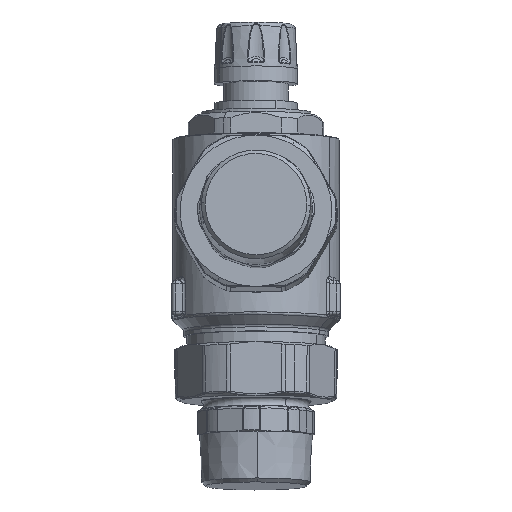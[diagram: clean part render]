
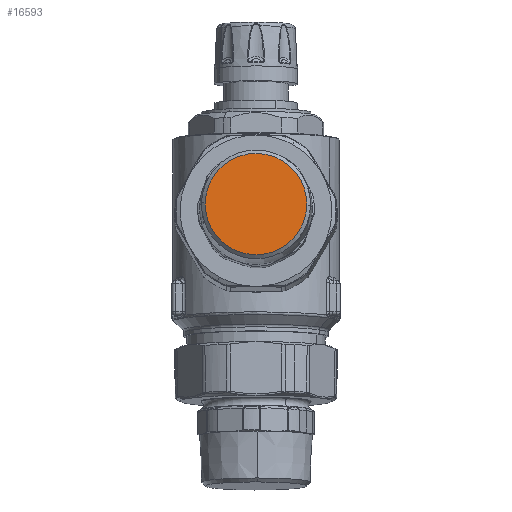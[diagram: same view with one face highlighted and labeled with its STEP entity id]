
A CAD part, top view. The second image highlights one B-rep face of the part: STEP entity #16593.
In plain terms, the highlighted planar face has unit normal (0, 0.077, 0.997).
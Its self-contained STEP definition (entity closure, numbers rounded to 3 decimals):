
#16570=CARTESIAN_POINT('Axis2P3D Location',(0.,107.887,134.99)) ;
#16575=CARTESIAN_POINT('Axis2P3D Location',(0.,107.887,134.99)) ;
#16579=CARTESIAN_POINT('Vertex',(27.474,107.235,135.041)) ;
#16581=CARTESIAN_POINT('Vertex',(-27.474,108.539,134.94)) ;
#16584=CARTESIAN_POINT('Axis2P3D Location',(0.,107.887,134.99)) ;
#16571=DIRECTION('Axis2P3D Direction',(0.,-0.077,-0.997)) ;
#16572=DIRECTION('Axis2P3D XDirection',(-0.458,0.886,-0.069)) ;
#16576=DIRECTION('Axis2P3D Direction',(0.,-0.077,-0.997)) ;
#16585=DIRECTION('Axis2P3D Direction',(0.,-0.077,-0.997)) ;
#16573=AXIS2_PLACEMENT_3D('Plane Axis2P3D',#16570,#16571,#16572) ;
#16577=AXIS2_PLACEMENT_3D('Circle Axis2P3D',#16575,#16576,$) ;
#16586=AXIS2_PLACEMENT_3D('Circle Axis2P3D',#16584,#16585,$) ;
#16590=ORIENTED_EDGE('',*,*,#16583,.F.) ;
#16591=ORIENTED_EDGE('',*,*,#16588,.F.) ;
#16593=ADVANCED_FACE('PartBody',(#16592),#16574,.F.) ;
#16578=CIRCLE('generated circle',#16577,27.482) ;
#16587=CIRCLE('generated circle',#16586,27.482) ;
#16583=EDGE_CURVE('',#16580,#16582,#16578,.T.) ;
#16588=EDGE_CURVE('',#16582,#16580,#16587,.T.) ;
#16589=EDGE_LOOP('',(#16590,#16591)) ;
#16592=FACE_OUTER_BOUND('',#16589,.T.) ;
#16574=PLANE('',#16573) ;
#16580=VERTEX_POINT('',#16579) ;
#16582=VERTEX_POINT('',#16581) ;
